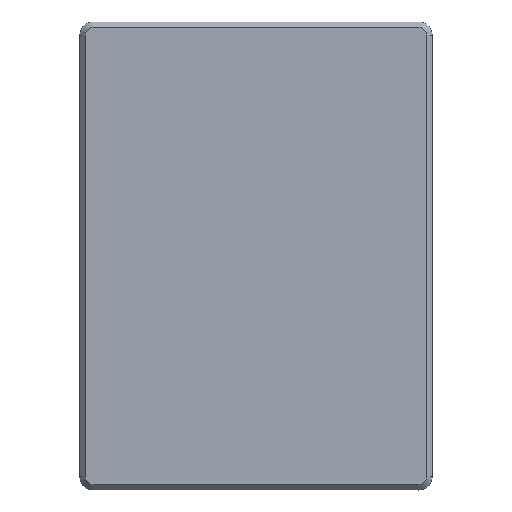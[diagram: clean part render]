
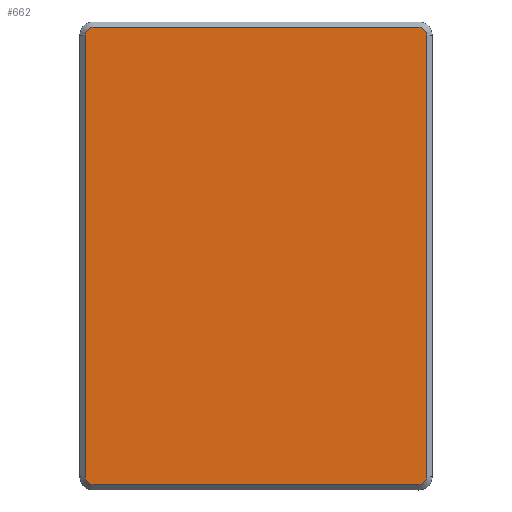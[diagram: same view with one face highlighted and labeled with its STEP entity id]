
A CAD part, top view. The second image highlights one B-rep face of the part: STEP entity #662.
In plain terms, the highlighted planar face has unit normal (0, 0, 1).
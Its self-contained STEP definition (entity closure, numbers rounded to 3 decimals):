
#16 = CARTESIAN_POINT ( 'NONE',  ( 25.633, 1.258, 122.58 ) ) ;
#40 = EDGE_CURVE ( 'NONE', #178, #1135, #926, .T. ) ;
#97 = ORIENTED_EDGE ( 'NONE', *, *, #624, .F. ) ;
#99 = LINE ( 'NONE', #1259, #1216 ) ;
#173 = EDGE_CURVE ( 'NONE', #582, #595, #1123, .T. ) ;
#178 = VERTEX_POINT ( 'NONE', #694 ) ;
#181 = DIRECTION ( 'NONE',  ( 0., 0., -1. ) ) ;
#184 = CARTESIAN_POINT ( 'NONE',  ( 0.472, 1.258, 122.58 ) ) ;
#213 = CARTESIAN_POINT ( 'NONE',  ( 24.433, -34.305, 122.58 ) ) ;
#335 = EDGE_LOOP ( 'NONE', ( #1193, #1195, #696, #769, #97, #876, #1247, #507 ) ) ;
#352 = CARTESIAN_POINT ( 'NONE',  ( -24.433, 34.305, 122.58 ) ) ;
#353 = VERTEX_POINT ( 'NONE', #946 ) ;
#407 = PLANE ( 'NONE',  #973 ) ;
#507 = ORIENTED_EDGE ( 'NONE', *, *, #916, .F. ) ;
#508 = LINE ( 'NONE', #939, #1145 ) ;
#509 = EDGE_CURVE ( 'NONE', #595, #799, #695, .T. ) ;
#536 = AXIS2_PLACEMENT_3D ( 'NONE', #832, #1049, #1042 ) ;
#573 = CARTESIAN_POINT ( 'NONE',  ( -24.433, -33.105, 122.58 ) ) ;
#582 = VERTEX_POINT ( 'NONE', #918 ) ;
#595 = VERTEX_POINT ( 'NONE', #352 ) ;
#617 = EDGE_CURVE ( 'NONE', #1135, #582, #508, .T. ) ;
#624 = EDGE_CURVE ( 'NONE', #805, #178, #99, .T. ) ;
#655 = AXIS2_PLACEMENT_3D ( 'NONE', #573, #871, #1293 ) ;
#662 = ADVANCED_FACE ( 'NONE', ( #1131 ), #407, .F. ) ;
#694 = CARTESIAN_POINT ( 'NONE',  ( -24.433, -34.305, 122.58 ) ) ;
#695 = LINE ( 'NONE', #1090, #1363 ) ;
#696 = ORIENTED_EDGE ( 'NONE', *, *, #617, .F. ) ;
#714 = DIRECTION ( 'NONE',  ( 0., 0., -1. ) ) ;
#750 = CARTESIAN_POINT ( 'NONE',  ( 24.433, 34.305, 122.58 ) ) ;
#769 = ORIENTED_EDGE ( 'NONE', *, *, #40, .F. ) ;
#799 = VERTEX_POINT ( 'NONE', #750 ) ;
#804 = CARTESIAN_POINT ( 'NONE',  ( -24.433, 33.105, 122.58 ) ) ;
#805 = VERTEX_POINT ( 'NONE', #213 ) ;
#813 = DIRECTION ( 'NONE',  ( -1., 0., 0. ) ) ;
#829 = DIRECTION ( 'NONE',  ( -1., 0., 0. ) ) ;
#831 = DIRECTION ( 'NONE',  ( -1., 0., 0. ) ) ;
#832 = CARTESIAN_POINT ( 'NONE',  ( 24.433, -33.105, 122.58 ) ) ;
#871 = DIRECTION ( 'NONE',  ( 0., 0., -1. ) ) ;
#876 = ORIENTED_EDGE ( 'NONE', *, *, #1012, .F. ) ;
#880 = AXIS2_PLACEMENT_3D ( 'NONE', #1175, #978, #1190 ) ;
#916 = EDGE_CURVE ( 'NONE', #799, #353, #1275, .T. ) ;
#918 = CARTESIAN_POINT ( 'NONE',  ( -25.633, 33.105, 122.58 ) ) ;
#926 = CIRCLE ( 'NONE', #655, 1.2 ) ;
#939 = CARTESIAN_POINT ( 'NONE',  ( -25.633, 1.258, 122.58 ) ) ;
#946 = CARTESIAN_POINT ( 'NONE',  ( 25.633, 33.105, 122.58 ) ) ;
#950 = CARTESIAN_POINT ( 'NONE',  ( 25.633, -33.105, 122.58 ) ) ;
#966 = VECTOR ( 'NONE', #1251, 1000. ) ;
#968 = EDGE_CURVE ( 'NONE', #353, #1044, #1171, .T. ) ;
#973 = AXIS2_PLACEMENT_3D ( 'NONE', #184, #181, #831 ) ;
#978 = DIRECTION ( 'NONE',  ( 0., 0., -1. ) ) ;
#994 = AXIS2_PLACEMENT_3D ( 'NONE', #804, #714, #829 ) ;
#995 = CARTESIAN_POINT ( 'NONE',  ( -25.633, -33.105, 122.58 ) ) ;
#1012 = EDGE_CURVE ( 'NONE', #1044, #805, #1186, .T. ) ;
#1042 = DIRECTION ( 'NONE',  ( -1., 0., 0. ) ) ;
#1044 = VERTEX_POINT ( 'NONE', #950 ) ;
#1049 = DIRECTION ( 'NONE',  ( 0., 0., -1. ) ) ;
#1090 = CARTESIAN_POINT ( 'NONE',  ( 0.472, 34.305, 122.58 ) ) ;
#1111 = DIRECTION ( 'NONE',  ( 1., 0., 0. ) ) ;
#1123 = CIRCLE ( 'NONE', #994, 1.2 ) ;
#1131 = FACE_OUTER_BOUND ( 'NONE', #335, .T. ) ;
#1135 = VERTEX_POINT ( 'NONE', #995 ) ;
#1145 = VECTOR ( 'NONE', #1358, 1000. ) ;
#1171 = LINE ( 'NONE', #16, #966 ) ;
#1175 = CARTESIAN_POINT ( 'NONE',  ( 24.433, 33.105, 122.58 ) ) ;
#1186 = CIRCLE ( 'NONE', #536, 1.2 ) ;
#1190 = DIRECTION ( 'NONE',  ( -1., 0., 0. ) ) ;
#1193 = ORIENTED_EDGE ( 'NONE', *, *, #509, .F. ) ;
#1195 = ORIENTED_EDGE ( 'NONE', *, *, #173, .F. ) ;
#1216 = VECTOR ( 'NONE', #813, 1000. ) ;
#1247 = ORIENTED_EDGE ( 'NONE', *, *, #968, .F. ) ;
#1251 = DIRECTION ( 'NONE',  ( 0., -1., 0. ) ) ;
#1259 = CARTESIAN_POINT ( 'NONE',  ( 0.472, -34.305, 122.58 ) ) ;
#1275 = CIRCLE ( 'NONE', #880, 1.2 ) ;
#1293 = DIRECTION ( 'NONE',  ( -1., 0., 0. ) ) ;
#1358 = DIRECTION ( 'NONE',  ( 0., 1., 0. ) ) ;
#1363 = VECTOR ( 'NONE', #1111, 1000. ) ;
